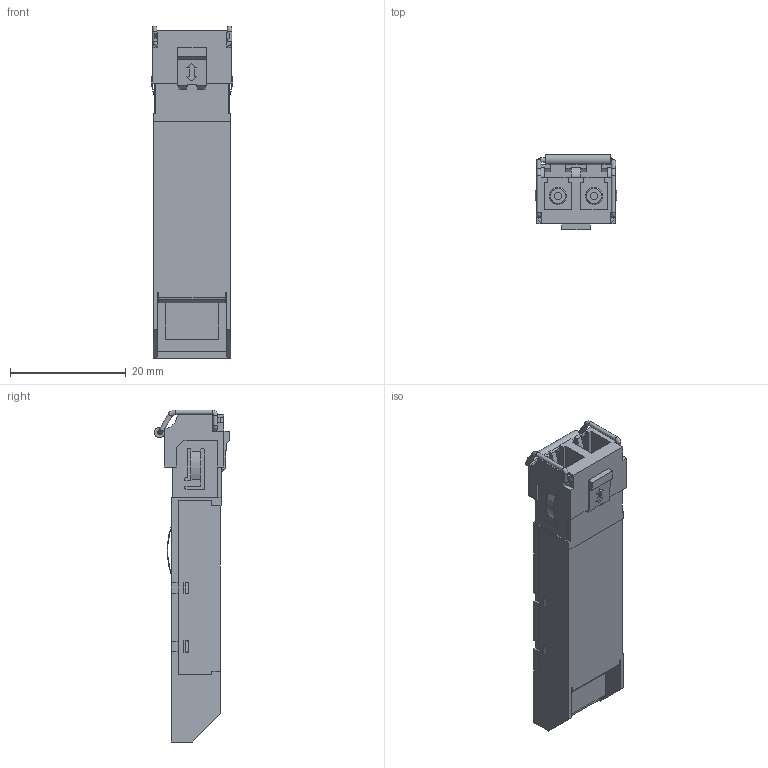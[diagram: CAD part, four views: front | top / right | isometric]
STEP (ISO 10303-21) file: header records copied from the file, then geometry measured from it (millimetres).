
FILE_DESCRIPTION (( 'STEP AP214' ), '1' );
FILE_NAME ('6GK59911AE308AA0_001_STEP.STEP', '2014-08-27T10:10:26', ( '' ), ( '' ), 'SwSTEP 2.0', 'SolidWorks 2014', '' );
FILE_SCHEMA (( 'AUTOMOTIVE_DESIGN' ));
Length unit declared in the file: millimetre
Products named in the file (3): 6GK59911AE308AA0_001_STEP; Beschriftung; Body
Assembly tree (2 placements, depth 2):
  6GK59911AE308AA0_001_STEP
    Body
    Beschriftung
Bounding box: 14 x 13 x 57.35 mm (x, y, z)
Volume: 4880.4 mm3; surface area: 4273.9 mm2
Topology: 1 solids, 27 shells, 366 faces, 1432 edges, 1090 vertices
Faces by surface type: plane 310, cylinder 46, torus 8, cone 2
Full cylindrical faces by diameter (mm): 0.8 x8, 1.25 x2, 1.8 x1, 2.92 x2
Entity records: 15730 total; most frequent: CARTESIAN_POINT 3885, ORIENTED_EDGE 2324, DIRECTION 1927, EDGE_CURVE 1386, VERTEX_POINT 1074, LINE 983, VECTOR 983, AXIS2_PLACEMENT_3D 472
